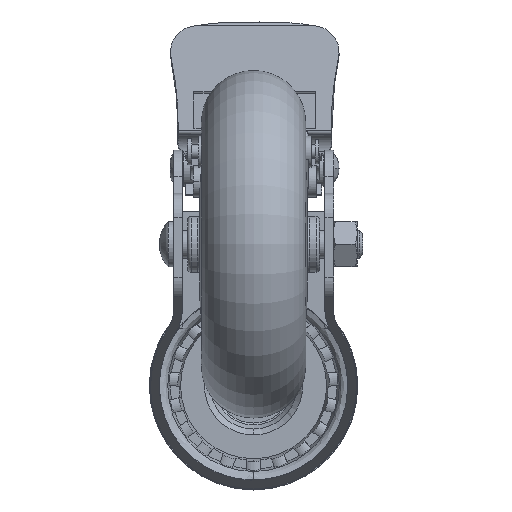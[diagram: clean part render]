
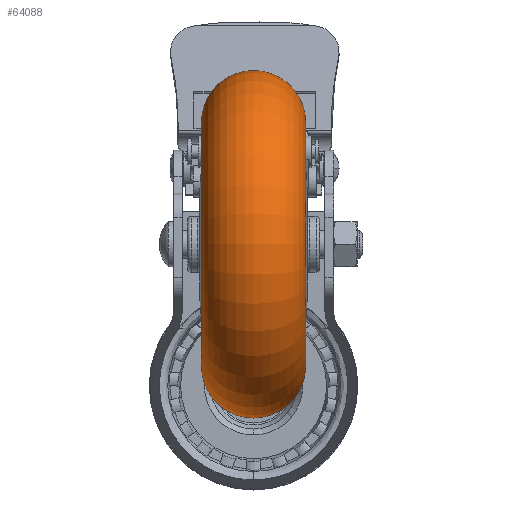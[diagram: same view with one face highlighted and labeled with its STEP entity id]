
A CAD part, front view. The second image highlights one B-rep face of the part: STEP entity #64088.
In plain terms, the highlighted toroidal (fillet/blend) face has major radius 35 mm and minor radius 15 mm.
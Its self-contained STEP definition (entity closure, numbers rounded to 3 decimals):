
#719 = CARTESIAN_POINT ( 'NONE',  ( 15., 0., 0. ) ) ;
#998 = ORIENTED_EDGE ( 'NONE', *, *, #27100, .F. ) ;
#2958 = CARTESIAN_POINT ( 'NONE',  ( 0., 0., -35. ) ) ;
#6018 = AXIS2_PLACEMENT_3D ( 'NONE', #36910, #42297, #42538 ) ;
#6303 = DIRECTION ( 'NONE',  ( 0., 0., -1. ) ) ;
#7205 = ORIENTED_EDGE ( 'NONE', *, *, #35789, .T. ) ;
#8504 = DIRECTION ( 'NONE',  ( 0., 0., -1. ) ) ;
#12425 = EDGE_CURVE ( 'NONE', #51771, #20413, #70957, .T. ) ;
#14264 = CARTESIAN_POINT ( 'NONE',  ( 15., 0., 35. ) ) ;
#15037 = DIRECTION ( 'NONE',  ( 1., 0., 0. ) ) ;
#20413 = VERTEX_POINT ( 'NONE', #71824 ) ;
#26999 = FACE_OUTER_BOUND ( 'NONE', #43521, .T. ) ;
#27100 = EDGE_CURVE ( 'NONE', #43867, #51771, #49493, .T. ) ;
#27226 = AXIS2_PLACEMENT_3D ( 'NONE', #719, #39603, #6303 ) ;
#27609 = DIRECTION ( 'NONE',  ( 0., 1., 0. ) ) ;
#29053 = ORIENTED_EDGE ( 'NONE', *, *, #12425, .F. ) ;
#29218 = CARTESIAN_POINT ( 'NONE',  ( -15., 0., -35. ) ) ;
#29515 = AXIS2_PLACEMENT_3D ( 'NONE', #2958, #41828, #8504 ) ;
#31263 = CIRCLE ( 'NONE', #57232, 35. ) ;
#35789 = EDGE_CURVE ( 'NONE', #43867, #38905, #31263, .T. ) ;
#36910 = CARTESIAN_POINT ( 'NONE',  ( 0., 0., 0. ) ) ;
#38905 = VERTEX_POINT ( 'NONE', #29218 ) ;
#39558 = CIRCLE ( 'NONE', #29515, 15. ) ;
#39603 = DIRECTION ( 'NONE',  ( 1., 0., 0. ) ) ;
#41828 = DIRECTION ( 'NONE',  ( 0., -1., 0. ) ) ;
#42297 = DIRECTION ( 'NONE',  ( 1., 0., 0. ) ) ;
#42538 = DIRECTION ( 'NONE',  ( 0., 0., -1. ) ) ;
#43521 = EDGE_LOOP ( 'NONE', ( #998, #7205, #51567, #29053 ) ) ;
#43867 = VERTEX_POINT ( 'NONE', #61493 ) ;
#48352 = CARTESIAN_POINT ( 'NONE',  ( -15., 0., 0. ) ) ;
#49493 = CIRCLE ( 'NONE', #66040, 15. ) ;
#51567 = ORIENTED_EDGE ( 'NONE', *, *, #69350, .T. ) ;
#51771 = VERTEX_POINT ( 'NONE', #14264 ) ;
#53928 = DIRECTION ( 'NONE',  ( 0., 0., -1. ) ) ;
#57232 = AXIS2_PLACEMENT_3D ( 'NONE', #48352, #15037, #53928 ) ;
#60875 = CARTESIAN_POINT ( 'NONE',  ( 0., 0., 35. ) ) ;
#61493 = CARTESIAN_POINT ( 'NONE',  ( -15., 0., 35. ) ) ;
#64088 = ADVANCED_FACE ( 'NONE', ( #26999 ), #69585, .T. ) ;
#66040 = AXIS2_PLACEMENT_3D ( 'NONE', #60875, #27609, #66442 ) ;
#66442 = DIRECTION ( 'NONE',  ( 0., 0., 1. ) ) ;
#69350 = EDGE_CURVE ( 'NONE', #38905, #20413, #39558, .T. ) ;
#69585 = TOROIDAL_SURFACE ( 'NONE', #6018, 35., 15. ) ;
#70957 = CIRCLE ( 'NONE', #27226, 35. ) ;
#71824 = CARTESIAN_POINT ( 'NONE',  ( 15., 0., -35. ) ) ;
